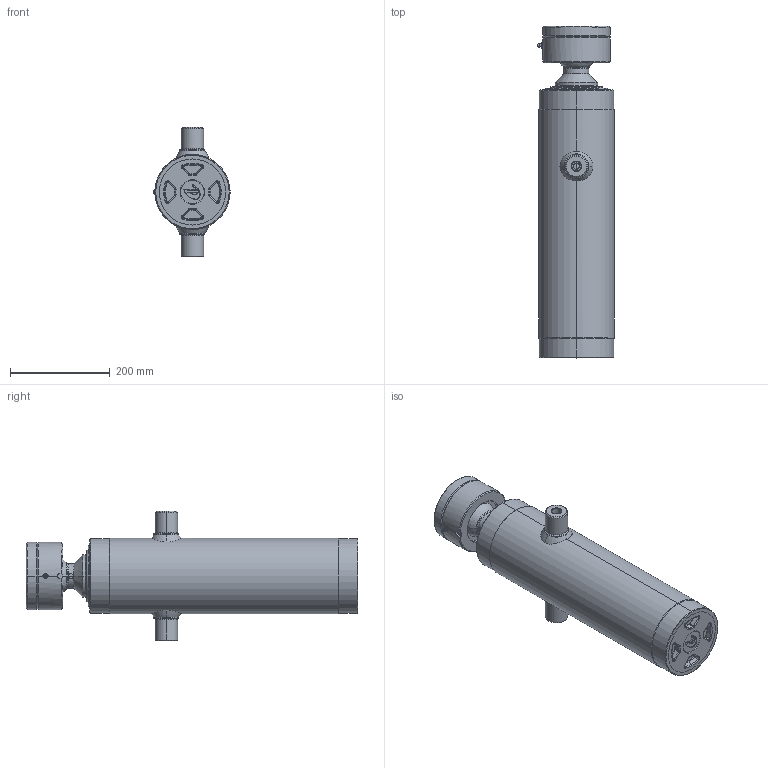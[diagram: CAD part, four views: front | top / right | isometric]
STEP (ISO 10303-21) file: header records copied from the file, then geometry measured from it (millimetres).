
FILE_DESCRIPTION (( 'STEP AP203' ), '1' );
FILE_NAME ('313.IR.STEP', '2023-09-13T08:39:45', ( '' ), ( '' ), 'SwSTEP 2.0', 'SolidWorks 2021', '' );
FILE_SCHEMA (( 'CONFIG_CONTROL_DESIGN' ));
Length unit declared in the file: millimetre
Products named in the file (1): 313.IR
Bounding box: 153.25 x 667 x 260.5 mm (x, y, z)
Surface area: 912879.3 mm2 (no closed solid volume)
Topology: 0 solids, 21 shells, 300 faces, 806 edges, 513 vertices
Faces by surface type: cylinder 85, torus 82, cone 73, plane 51, bspline 7, sphere 2
Entity records: 11042 total; most frequent: CARTESIAN_POINT 3441, DIRECTION 1781, ORIENTED_EDGE 1360, EDGE_CURVE 800, AXIS2_PLACEMENT_3D 751, VERTEX_POINT 510, CIRCLE 457, EDGE_LOOP 318
